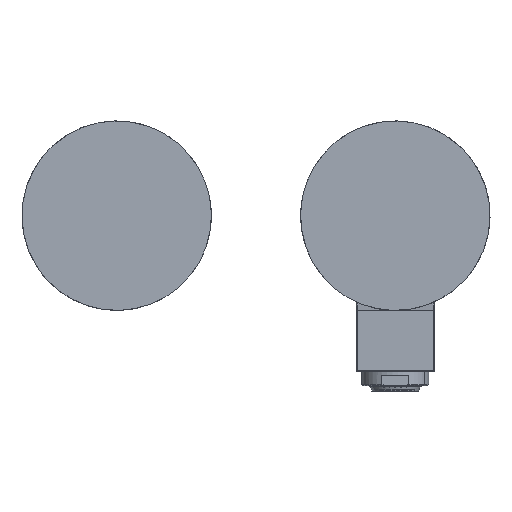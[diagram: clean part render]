
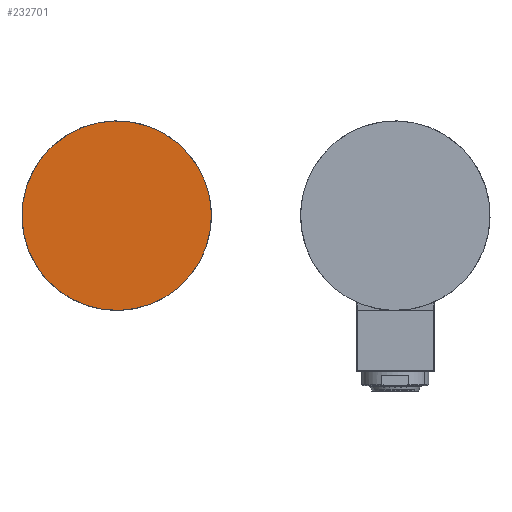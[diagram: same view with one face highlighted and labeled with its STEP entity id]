
A CAD part, left-side view. The second image highlights one B-rep face of the part: STEP entity #232701.
In plain terms, the highlighted face is planar.
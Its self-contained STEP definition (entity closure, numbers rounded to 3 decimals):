
#232411=CARTESIAN_POINT(' ',(16.3,-29.838,0.));
#232412=VERTEX_POINT(' ',#232411);
#232426=CARTESIAN_POINT(' ',(0.,0.,0.));
#232431=DIRECTION(' ',(0.,0.,1.));
#232436=DIRECTION(' ',(0.479,-0.878,0.));
#232441=AXIS2_PLACEMENT_3D(' ',#232426,#232431,#232436);
#232446=CIRCLE('',#232441,34.);
#232451=CARTESIAN_POINT(' ',(-16.3,29.838,0.));
#232452=VERTEX_POINT(' ',#232451);
#232456=EDGE_CURVE(' ',#232412,#232452,#232446,.T.);
#232546=CARTESIAN_POINT(' ',(0.,0.,0.));
#232551=DIRECTION(' ',(0.,0.,1.));
#232556=DIRECTION(' ',(-0.479,0.878,0.));
#232561=AXIS2_PLACEMENT_3D(' ',#232546,#232551,#232556);
#232566=CIRCLE('',#232561,34.);
#232571=EDGE_CURVE(' ',#232452,#232412,#232566,.T.);
#232656=DIRECTION(' ',(0.,0.,-1.));
#232661=CARTESIAN_POINT(' ',(-34.176,-34.176,0.));
#232666=DIRECTION(' ',(0.,1.,0.));
#232671=AXIS2_PLACEMENT_3D(' ',#232661,#232656,#232666);
#232676=PLANE('',#232671);
#232681=ORIENTED_EDGE(' ',*,*,#232456,.F.);
#232686=ORIENTED_EDGE(' ',*,*,#232571,.F.);
#232691=EDGE_LOOP(' ',(#232681,#232686));
#232696=FACE_OUTER_BOUND(' ',#232691,.T.);
#232701=ADVANCED_FACE('',(#232696),#232676,.T.);
